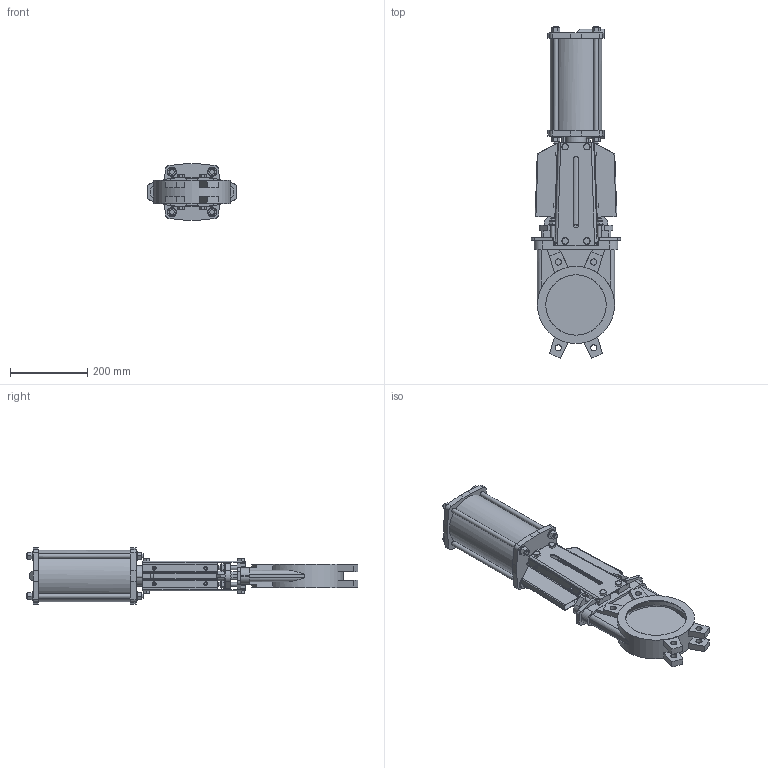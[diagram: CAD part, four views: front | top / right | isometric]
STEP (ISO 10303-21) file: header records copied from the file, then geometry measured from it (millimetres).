
FILE_DESCRIPTION( ( 'Unknown' ), '1' );
FILE_NAME( 'Stoffschieber DW- DN150.stp', 'Unknown', ( 'Unknown' ), ( 'Unknown' ), 'PSStep 13.0', 'Unknown', ' ' );
FILE_SCHEMA( ( 'AUTOMOTIVE_DESIGN { 1 0 10303 214 1 1 1 1 }' ) );
Length unit declared in the file: millimetre
Products named in the file (1): VG P DN150
Bounding box: 230 x 856.84 x 146.5 mm (x, y, z)
Volume: 3816005.4 mm3; surface area: 853754.4 mm2
Topology: 1 solids, 19 shells, 892 faces, 2239 edges, 1482 vertices
Faces by surface type: plane 604, cylinder 199, cone 57, extrusion 26, torus 6
Full cylindrical faces by diameter (mm): 4.134 x2, 5 x8, 5.5 x8, 8.72 x8, 10 x16, 11 x2, 12 x16, 13.5 x4, 16 x8, 17 x4, 22 x4, 24 x8, 25 x1, 125 x1, 133 x1, 150 x2, 150.2 x1, 156 x1, 163.899 x1, 178 x1, 199 x1
Entity records: 34577 total; most frequent: CARTESIAN_POINT 6666, ORIENTED_EDGE 4176, DIRECTION 4113, EDGE_CURVE 2088, VERTEX_POINT 1438, VECTOR 1415, LINE 1389, AXIS2_PLACEMENT_3D 1349
